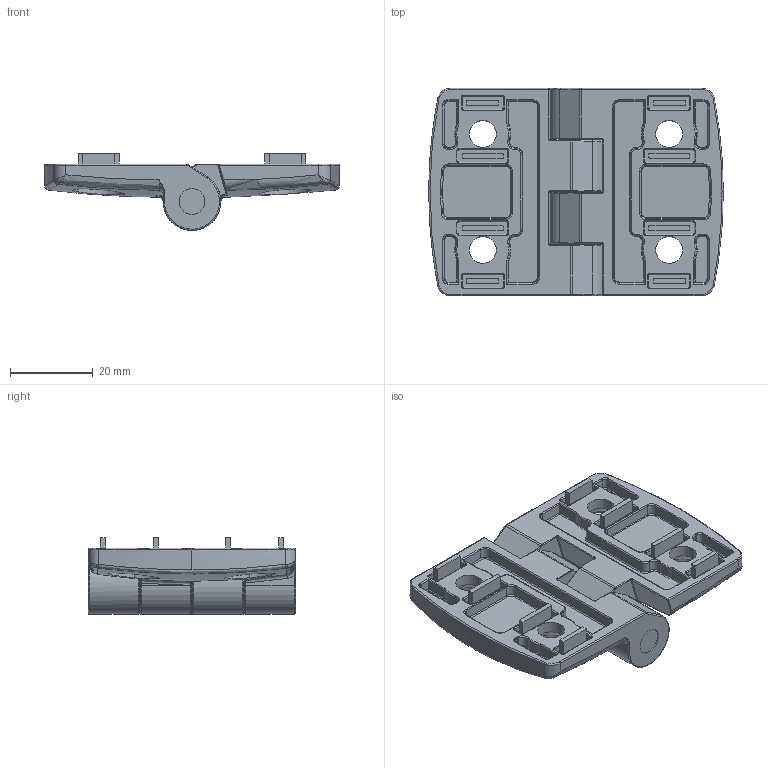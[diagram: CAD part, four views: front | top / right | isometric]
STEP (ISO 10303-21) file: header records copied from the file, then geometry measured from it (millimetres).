
FILE_DESCRIPTION (( 'STEP AP203' ), '1' );
FILE_NAME ('351.0700A.01.STEP', '2024-04-10T01:34:32', ( 'PC' ), ( 'Microsoft' ), 'SwSTEP 2.0', 'SolidWorks 2016', '' );
FILE_SCHEMA (( 'CONFIG_CONTROL_DESIGN' ));
Length unit declared in the file: millimetre
Products named in the file (3): 351-0701B-01; 351-0700B-01; 351.0700A.01
Assembly tree (2 placements, depth 2):
  351.0700A.01
    351-0700B-01
    351-0701B-01
Bounding box: 71.1 x 50 x 18.5 mm (x, y, z)
Volume: 22213.9 mm3; surface area: 13560.6 mm2
Topology: 2 solids, 2 shells, 667 faces, 1540 edges, 903 vertices
Faces by surface type: cylinder 278, plane 152, bspline 139, torus 90, cone 8
Entity records: 23990 total; most frequent: CARTESIAN_POINT 9538, ORIENTED_EDGE 3080, DIRECTION 2841, EDGE_CURVE 1540, AXIS2_PLACEMENT_3D 1097, VERTEX_POINT 903, EDGE_LOOP 707, FACE_OUTER_BOUND 667
